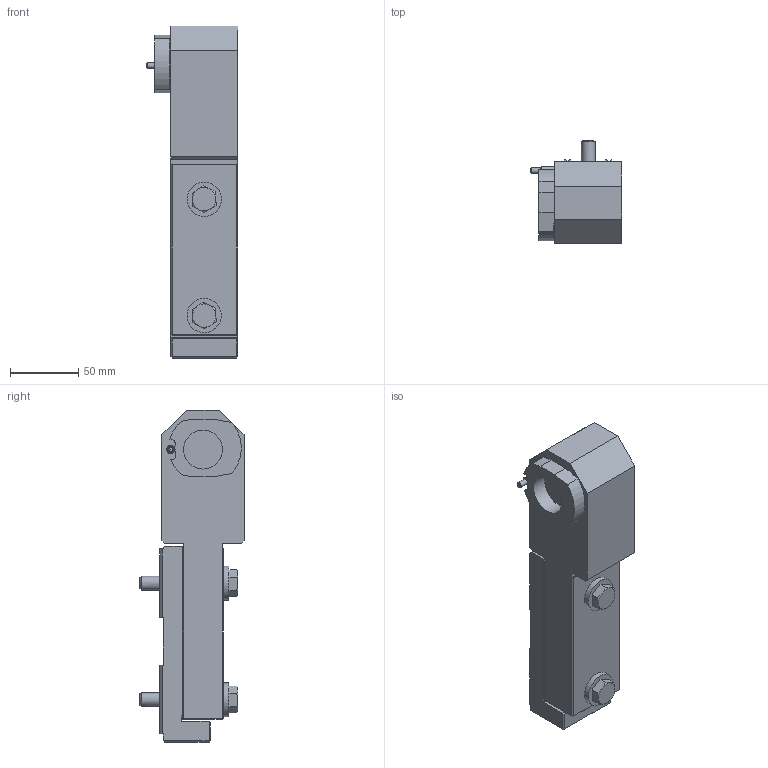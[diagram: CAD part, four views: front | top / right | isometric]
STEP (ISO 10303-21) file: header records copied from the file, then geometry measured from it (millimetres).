
FILE_DESCRIPTION(/* description */ (''),/* implementation_level */ '2;1');
FILE_NAME(/* name */ 'W5150004_stp.stp',/* time_stamp */ '2016-05-18T10:47:07+02:00',/* author */ (''),/* organization */ (''),/* preprocessor_version */ 'ST-DEVELOPER v15',/* originating_system */ 'SIEMENS PLM Software NX 9.0',/* authorisation */ '');
FILE_SCHEMA (('AUTOMOTIVE_DESIGN { 1 0 10303 214 3 1 1 1 }'));
Length unit declared in the file: millimetre
Products named in the file (1): krei05BC38C4cxsc
Bounding box: 66.8 x 76 x 242.5 mm (x, y, z)
Volume: 599576.7 mm3; surface area: 78589 mm2
Topology: 2 solids, 2 shells, 174 faces, 443 edges, 284 vertices
Faces by surface type: plane 134, cylinder 22, cone 16, bspline 1, torus 1
Full cylindrical faces by diameter (mm): 4 x1, 6 x1, 10 x4, 25 x2, 28.51 x1
Entity records: 5115 total; most frequent: CARTESIAN_POINT 973, ORIENTED_EDGE 842, DIRECTION 806, EDGE_CURVE 421, LINE 336, VECTOR 336, VERTEX_POINT 278, AXIS2_PLACEMENT_3D 235
